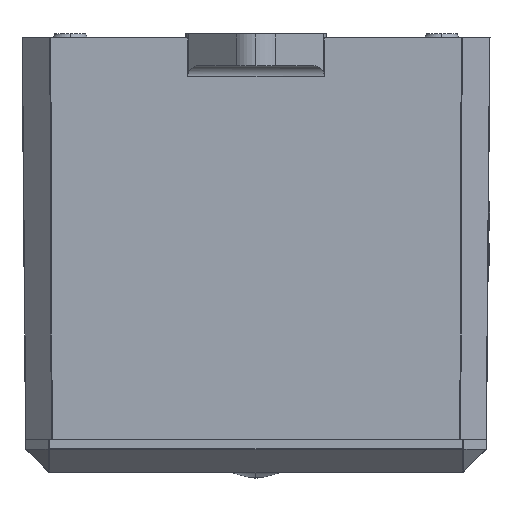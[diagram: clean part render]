
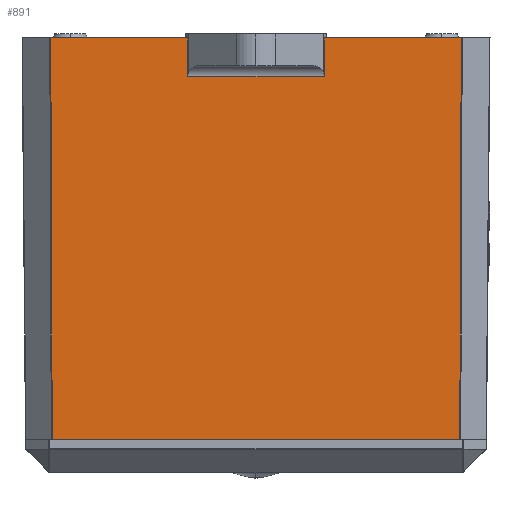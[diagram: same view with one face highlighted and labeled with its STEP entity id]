
A CAD part, left-side view. The second image highlights one B-rep face of the part: STEP entity #891.
In plain terms, the highlighted planar face has unit normal (-1, 0, -0.009).
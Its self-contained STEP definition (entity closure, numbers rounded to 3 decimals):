
#230 = CARTESIAN_POINT ( 'NONE',  ( -68.017, 19.776, 116.57 ) ) ;
#891 = ADVANCED_FACE ( 'NONE', ( #25747 ), #22914, .T. ) ;
#1030 = CARTESIAN_POINT ( 'NONE',  ( -67.952, -19.829, 109.133 ) ) ;
#1095 =( BOUNDED_CURVE ( )  B_SPLINE_CURVE ( 3, ( #24013, #1030, #31761, #22021 ),
 .UNSPECIFIED., .F., .T. ) 
 B_SPLINE_CURVE_WITH_KNOTS ( ( 4, 4 ),
 ( 2.222, 2.261 ),
 .UNSPECIFIED. ) 
 CURVE ( )  GEOMETRIC_REPRESENTATION_ITEM ( )  RATIONAL_B_SPLINE_CURVE ( ( 1., 1., 1., 1. ) ) 
 REPRESENTATION_ITEM ( '' )  );
#1098 = VECTOR ( 'NONE', #13376, 1000. ) ;
#1651 = EDGE_LOOP ( 'NONE', ( #22041, #26580, #29750, #21450, #30009, #14583, #27530, #23476 ) ) ;
#2155 = VECTOR ( 'NONE', #17317, 1000. ) ;
#2319 = EDGE_CURVE ( 'NONE', #3768, #32081, #30891, .T. ) ;
#2791 = EDGE_CURVE ( 'NONE', #26118, #12663, #30303, .T. ) ;
#3058 = LINE ( 'NONE', #8403, #31757 ) ;
#3504 = CARTESIAN_POINT ( 'NONE',  ( -67., 59.234, 0. ) ) ;
#3768 = VERTEX_POINT ( 'NONE', #7372 ) ;
#5006 = EDGE_CURVE ( 'NONE', #17434, #32081, #22759, .T. ) ;
#5255 = EDGE_CURVE ( 'NONE', #12351, #3768, #28267, .T. ) ;
#5362 = CARTESIAN_POINT ( 'NONE',  ( -67., -59.4, 0. ) ) ;
#7372 = CARTESIAN_POINT ( 'NONE',  ( -68.017, 19.776, 116.57 ) ) ;
#7436 = DIRECTION ( 'NONE',  ( -1., 0., -0.009 ) ) ;
#7609 = CARTESIAN_POINT ( 'NONE',  ( -67., -59.4, 0. ) ) ;
#8019 = VERTEX_POINT ( 'NONE', #18364 ) ;
#8223 = CARTESIAN_POINT ( 'NONE',  ( -67.919, 19.854, 105.328 ) ) ;
#8403 = CARTESIAN_POINT ( 'NONE',  ( -66.996, 59.233, -0.429 ) ) ;
#8873 = EDGE_CURVE ( 'NONE', #12351, #10147, #3058, .T. ) ;
#9863 = EDGE_CURVE ( 'NONE', #17434, #26118, #1095, .T. ) ;
#10147 = VERTEX_POINT ( 'NONE', #3504 ) ;
#12351 = VERTEX_POINT ( 'NONE', #22332 ) ;
#12663 = VERTEX_POINT ( 'NONE', #17918 ) ;
#12782 = CARTESIAN_POINT ( 'NONE',  ( -67.985, 19.803, 112.881 ) ) ;
#13280 = DIRECTION ( 'NONE',  ( 0.009, -0.004, -1. ) ) ;
#13376 = DIRECTION ( 'NONE',  ( 0., -1., 0. ) ) ;
#14010 = CARTESIAN_POINT ( 'NONE',  ( -67.919, -19.854, 105.328 ) ) ;
#14219 = EDGE_CURVE ( 'NONE', #8019, #12663, #32467, .T. ) ;
#14583 = ORIENTED_EDGE ( 'NONE', *, *, #2319, .F. ) ;
#14646 = CARTESIAN_POINT ( 'NONE',  ( -68.017, 0., 116.57 ) ) ;
#14767 = CARTESIAN_POINT ( 'NONE',  ( -67.919, 19.854, 105.328 ) ) ;
#14981 = CARTESIAN_POINT ( 'NONE',  ( -67.919, 19.832, 105.328 ) ) ;
#16266 = EDGE_CURVE ( 'NONE', #10147, #8019, #18583, .T. ) ;
#17317 = DIRECTION ( 'NONE',  ( -0.009, -0.004, 1. ) ) ;
#17324 = CARTESIAN_POINT ( 'NONE',  ( -67.952, 19.829, 109.133 ) ) ;
#17434 = VERTEX_POINT ( 'NONE', #14010 ) ;
#17675 = DIRECTION ( 'NONE',  ( -0.009, 0., 1. ) ) ;
#17918 = CARTESIAN_POINT ( 'NONE',  ( -68.017, -59.656, 116.57 ) ) ;
#18364 = CARTESIAN_POINT ( 'NONE',  ( -67., -59.234, 0. ) ) ;
#18583 = LINE ( 'NONE', #5362, #1098 ) ;
#21450 = ORIENTED_EDGE ( 'NONE', *, *, #9863, .F. ) ;
#22021 = CARTESIAN_POINT ( 'NONE',  ( -68.017, -19.776, 116.57 ) ) ;
#22041 = ORIENTED_EDGE ( 'NONE', *, *, #16266, .T. ) ;
#22332 = CARTESIAN_POINT ( 'NONE',  ( -68.017, 59.656, 116.57 ) ) ;
#22540 = CARTESIAN_POINT ( 'NONE',  ( -67., -59.234, 0.001 ) ) ;
#22759 = LINE ( 'NONE', #14981, #28347 ) ;
#22914 = PLANE ( 'NONE',  #27374 ) ;
#23476 = ORIENTED_EDGE ( 'NONE', *, *, #8873, .T. ) ;
#23876 = CARTESIAN_POINT ( 'NONE',  ( -68.017, 0., 116.57 ) ) ;
#24013 = CARTESIAN_POINT ( 'NONE',  ( -67.919, -19.854, 105.328 ) ) ;
#24994 = VECTOR ( 'NONE', #26398, 1000. ) ;
#25264 = DIRECTION ( 'NONE',  ( 0., 1., 0. ) ) ;
#25747 = FACE_OUTER_BOUND ( 'NONE', #1651, .T. ) ;
#26118 = VERTEX_POINT ( 'NONE', #28180 ) ;
#26398 = DIRECTION ( 'NONE',  ( 0., -1., 0. ) ) ;
#26580 = ORIENTED_EDGE ( 'NONE', *, *, #14219, .T. ) ;
#27127 = DIRECTION ( 'NONE',  ( 0., -1., 0. ) ) ;
#27374 = AXIS2_PLACEMENT_3D ( 'NONE', #7609, #7436, #17675 ) ;
#27530 = ORIENTED_EDGE ( 'NONE', *, *, #5255, .F. ) ;
#28180 = CARTESIAN_POINT ( 'NONE',  ( -68.017, -19.776, 116.57 ) ) ;
#28267 = LINE ( 'NONE', #23876, #24994 ) ;
#28347 = VECTOR ( 'NONE', #25264, 1000. ) ;
#29750 = ORIENTED_EDGE ( 'NONE', *, *, #2791, .F. ) ;
#30009 = ORIENTED_EDGE ( 'NONE', *, *, #5006, .T. ) ;
#30303 = LINE ( 'NONE', #14646, #32495 ) ;
#30891 =( BOUNDED_CURVE ( )  B_SPLINE_CURVE ( 3, ( #230, #12782, #17324, #14767 ),
 .UNSPECIFIED., .F., .T. ) 
 B_SPLINE_CURVE_WITH_KNOTS ( ( 4, 4 ),
 ( 4.022, 4.061 ),
 .UNSPECIFIED. ) 
 CURVE ( )  GEOMETRIC_REPRESENTATION_ITEM ( )  RATIONAL_B_SPLINE_CURVE ( ( 1., 1., 1., 1. ) ) 
 REPRESENTATION_ITEM ( '' )  );
#31757 = VECTOR ( 'NONE', #13280, 1000. ) ;
#31761 = CARTESIAN_POINT ( 'NONE',  ( -67.985, -19.803, 112.881 ) ) ;
#32081 = VERTEX_POINT ( 'NONE', #8223 ) ;
#32467 = LINE ( 'NONE', #22540, #2155 ) ;
#32495 = VECTOR ( 'NONE', #27127, 1000. ) ;
